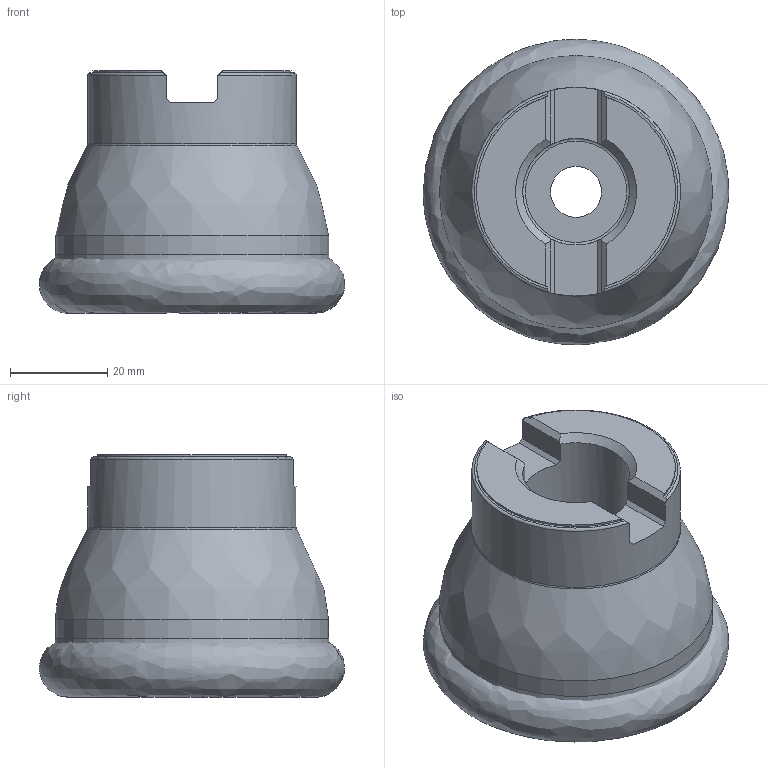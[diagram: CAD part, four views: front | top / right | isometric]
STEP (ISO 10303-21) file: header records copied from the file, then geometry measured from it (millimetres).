
FILE_DESCRIPTION(/* description */ (''),/* implementation_level */ '2;1');
FILE_NAME(/* name */ 'toolassembly_1.stp',/* time_stamp */ '2018-10-03T15:34:55+02:00',/* author */ (''),/* organization */ ('SMS'),/* preprocessor_version */ 'ST-DEVELOPER v15',/* originating_system */ 'SIEMENS PLM Software NX 8.5',/* authorisation */ '');
FILE_SCHEMA (('AUTOMOTIVE_DESIGN { 1 0 10303 214 3 1 1 1 }'));
Length unit declared in the file: millimetre
Products named in the file (4): ASSEMBLY_CONSTRUCTION; CUT_20181003153403; NOCUT_20181003153359; TOOLASSEMBLY_1
Assembly tree (3 placements, depth 2):
  TOOLASSEMBLY_1
    NOCUT_20181003153359
    CUT_20181003153403
    ASSEMBLY_CONSTRUCTION
Bounding box: 62.97 x 62.98 x 50 mm (x, y, z)
Volume: 98865.7 mm3; surface area: 20567.6 mm2
Topology: 2 solids, 2 shells, 49 faces, 124 edges, 89 vertices
Faces by surface type: plane 22, torus 12, cylinder 8, cone 5, revolution 1, bspline 1
Full cylindrical faces by diameter (mm): 10.5 x1, 17.1 x1, 22.011 x1, 22.5 x1, 43 x1, 56.313 x1
Entity records: 3154 total; most frequent: CARTESIAN_POINT 1861, DIRECTION 261, ORIENTED_EDGE 190, AXIS2_PLACEMENT_3D 116, EDGE_CURVE 95, EDGE_LOOP 72, VERTEX_POINT 72, ADVANCED_FACE 49
